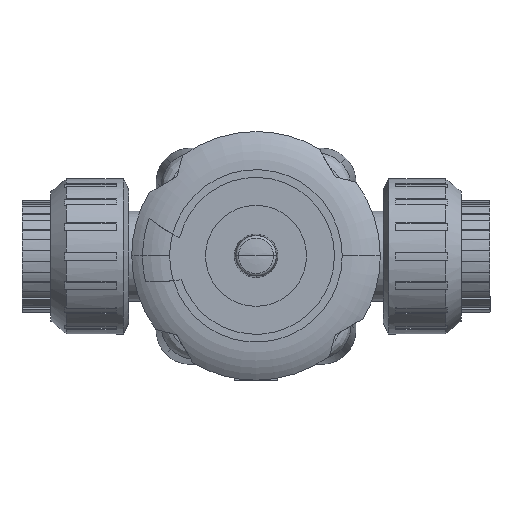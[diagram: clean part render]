
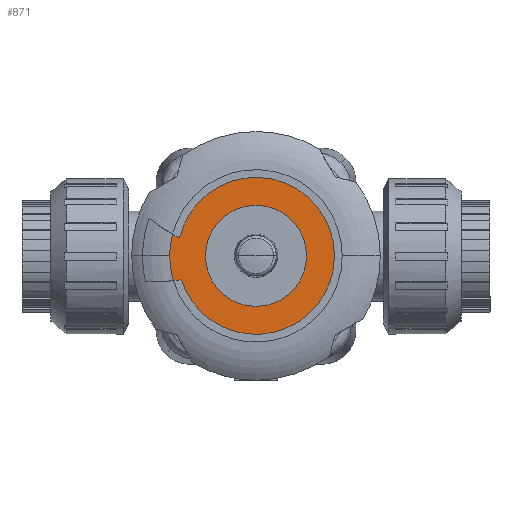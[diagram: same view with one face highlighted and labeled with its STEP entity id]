
A CAD part, top view. The second image highlights one B-rep face of the part: STEP entity #871.
In plain terms, the highlighted planar face has unit normal (0, 0, 1).
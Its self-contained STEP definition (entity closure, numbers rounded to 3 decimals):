
#871=ADVANCED_FACE('',(#2046,#2047),#2048,.T.);
#2046=FACE_OUTER_BOUND('',#4667,.T.);
#2047=FACE_BOUND('',#4668,.T.);
#2048=PLANE('',#4669);
#4667=EDGE_LOOP('',(#7032,#7033,#7034,#7035,#7036,#7037));
#4668=EDGE_LOOP('',(#7038,#7039));
#4669=AXIS2_PLACEMENT_3D('',#7040,#7041,#7042);
#7032=ORIENTED_EDGE('',*,*,#10782,.F.);
#7033=ORIENTED_EDGE('',*,*,#10830,.T.);
#7034=ORIENTED_EDGE('',*,*,#10816,.F.);
#7035=ORIENTED_EDGE('',*,*,#10841,.F.);
#7036=ORIENTED_EDGE('',*,*,#10838,.T.);
#7037=ORIENTED_EDGE('',*,*,#10856,.F.);
#7038=ORIENTED_EDGE('',*,*,#10825,.T.);
#7039=ORIENTED_EDGE('',*,*,#10823,.T.);
#7040=CARTESIAN_POINT('',(0.,0.,92.45));
#7041=DIRECTION('',(0.,0.,1.0));
#7042=DIRECTION('',(1.0,0.,0.));
#10782=EDGE_CURVE('',#12822,#12818,#12824,.T.);
#10816=EDGE_CURVE('',#12882,#12885,#12886,.T.);
#10823=EDGE_CURVE('',#12892,#12896,#12898,.T.);
#10825=EDGE_CURVE('',#12896,#12892,#12900,.T.);
#10830=EDGE_CURVE('',#12822,#12885,#12905,.T.);
#10838=EDGE_CURVE('',#12908,#12917,#12919,.T.);
#10841=EDGE_CURVE('',#12908,#12882,#12922,.T.);
#10856=EDGE_CURVE('',#12818,#12917,#12942,.T.);
#12818=VERTEX_POINT('',#16128);
#12822=VERTEX_POINT('',#16133);
#12824=CIRCLE('',#16136,25.25);
#12882=VERTEX_POINT('',#16243);
#12885=VERTEX_POINT('',#16246);
#12886=CIRCLE('',#16247,27.75);
#12892=VERTEX_POINT('',#16258);
#12896=VERTEX_POINT('',#16263);
#12898=CIRCLE('',#16266,16.25);
#12900=CIRCLE('',#16268,16.25);
#12905=CIRCLE('',#16274,55.);
#12908=VERTEX_POINT('',#16277);
#12917=VERTEX_POINT('',#16297);
#12919=CIRCLE('',#16300,73.355);
#12922=CIRCLE('',#16303,27.75);
#12942=CIRCLE('',#16348,25.25);
#16128=CARTESIAN_POINT('',(25.25,0.,92.45));
#16133=CARTESIAN_POINT('',(-24.576,5.796,92.45));
#16136=AXIS2_PLACEMENT_3D('',#19956,#19957,#19958);
#16243=CARTESIAN_POINT('',(-27.75,0.,92.45));
#16246=CARTESIAN_POINT('',(-26.852,7.001,92.45));
#16247=AXIS2_PLACEMENT_3D('',#20018,#20019,#20020);
#16258=CARTESIAN_POINT('',(-16.25,0.,92.45));
#16263=CARTESIAN_POINT('',(16.25,0.,92.45));
#16266=AXIS2_PLACEMENT_3D('',#20029,#20030,#20031);
#16268=AXIS2_PLACEMENT_3D('',#20032,#20033,#20034);
#16274=AXIS2_PLACEMENT_3D('',#20039,#20040,#20041);
#16277=CARTESIAN_POINT('',(-26.578,-7.979,92.45));
#16297=CARTESIAN_POINT('',(-24.054,-7.678,92.45));
#16300=AXIS2_PLACEMENT_3D('',#20050,#20051,#20052);
#16303=AXIS2_PLACEMENT_3D('',#20056,#20057,#20058);
#16348=AXIS2_PLACEMENT_3D('',#20075,#20076,#20077);
#19956=CARTESIAN_POINT('',(0.,0.,92.45));
#19957=DIRECTION('',(0.,0.,-1.0));
#19958=DIRECTION('',(-1.0,0.,0.));
#20018=CARTESIAN_POINT('',(0.,0.,92.45));
#20019=DIRECTION('',(0.,0.,-1.0));
#20020=DIRECTION('',(1.0,0.,0.));
#20029=CARTESIAN_POINT('',(0.,0.,92.45));
#20030=DIRECTION('',(0.,0.,-1.0));
#20031=DIRECTION('',(-1.0,0.,0.));
#20032=CARTESIAN_POINT('',(0.,0.,92.45));
#20033=DIRECTION('',(0.,0.,-1.0));
#20034=DIRECTION('',(-1.0,0.,0.));
#20039=CARTESIAN_POINT('',(0.,55.,92.45));
#20040=DIRECTION('',(0.0,0.,-1.0));
#20041=DIRECTION('',(0.511,0.859,0.));
#20050=CARTESIAN_POINT('',(-34.,65.,92.45));
#20051=DIRECTION('',(0.0,0.,1.0));
#20052=DIRECTION('',(0.082,-0.997,0.));
#20056=CARTESIAN_POINT('',(0.,0.,92.45));
#20057=DIRECTION('',(0.,0.,-1.0));
#20058=DIRECTION('',(1.0,0.,0.));
#20075=CARTESIAN_POINT('',(0.,0.,92.45));
#20076=DIRECTION('',(0.,0.,-1.0));
#20077=DIRECTION('',(-1.0,0.,0.));
